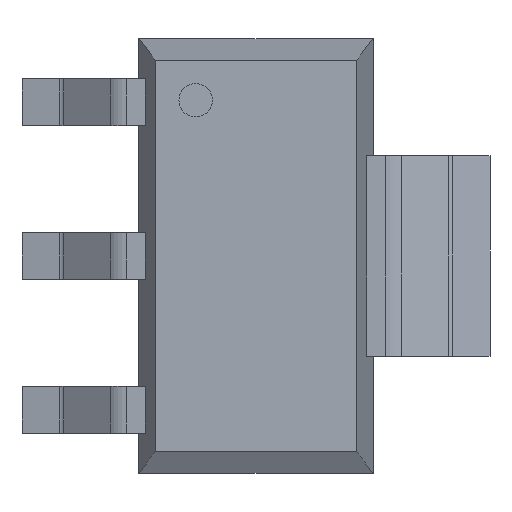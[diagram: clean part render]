
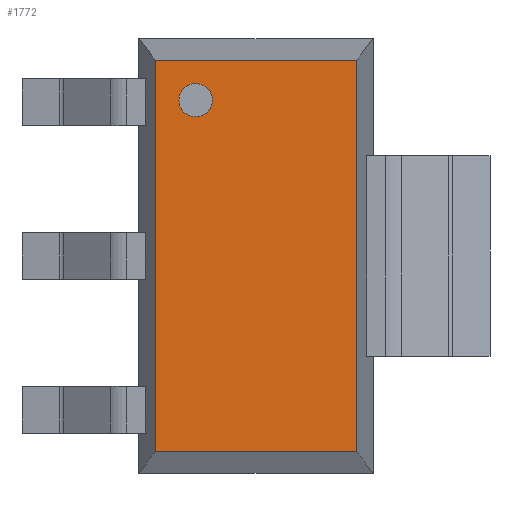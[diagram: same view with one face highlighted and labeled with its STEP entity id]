
A CAD part, top view. The second image highlights one B-rep face of the part: STEP entity #1772.
In plain terms, the highlighted planar face has unit normal (0, 0, 1).
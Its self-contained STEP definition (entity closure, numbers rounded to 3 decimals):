
#1573 = VERTEX_POINT('',#1574);
#1574 = CARTESIAN_POINT('',(-1.153,2.327,1.8));
#1580 = EDGE_CURVE('',#1581,#1573,#1583,.T.);
#1581 = VERTEX_POINT('',#1582);
#1582 = CARTESIAN_POINT('',(-0.653,2.327,1.8));
#1583 = CIRCLE('',#1584,0.25);
#1584 = AXIS2_PLACEMENT_3D('',#1585,#1586,#1587);
#1585 = CARTESIAN_POINT('',(-0.903,2.327,1.8));
#1586 = DIRECTION('',(0.,0.,1.));
#1587 = DIRECTION('',(-1.,0.,0.));
#1714 = EDGE_CURVE('',#1715,#1717,#1719,.T.);
#1715 = VERTEX_POINT('',#1716);
#1716 = CARTESIAN_POINT('',(-1.503,-2.927,1.8));
#1717 = VERTEX_POINT('',#1718);
#1718 = CARTESIAN_POINT('',(-1.503,2.927,1.8));
#1719 = LINE('',#1720,#1721);
#1720 = CARTESIAN_POINT('',(-1.503,-3.25,1.8));
#1721 = VECTOR('',#1722,1.);
#1722 = DIRECTION('',(0.,1.,0.));
#1747 = VERTEX_POINT('',#1748);
#1748 = CARTESIAN_POINT('',(1.503,2.927,1.8));
#1754 = EDGE_CURVE('',#1755,#1747,#1757,.T.);
#1755 = VERTEX_POINT('',#1756);
#1756 = CARTESIAN_POINT('',(1.503,-2.927,1.8));
#1757 = LINE('',#1758,#1759);
#1758 = CARTESIAN_POINT('',(1.503,-3.25,1.8));
#1759 = VECTOR('',#1760,1.);
#1760 = DIRECTION('',(0.,1.,0.));
#1772 = ADVANCED_FACE('',(#1773,#1783),#1799,.F.);
#1773 = FACE_BOUND('',#1774,.T.);
#1774 = EDGE_LOOP('',(#1775,#1782));
#1775 = ORIENTED_EDGE('',*,*,#1776,.F.);
#1776 = EDGE_CURVE('',#1573,#1581,#1777,.T.);
#1777 = CIRCLE('',#1778,0.25);
#1778 = AXIS2_PLACEMENT_3D('',#1779,#1780,#1781);
#1779 = CARTESIAN_POINT('',(-0.903,2.327,1.8));
#1780 = DIRECTION('',(0.,0.,1.));
#1781 = DIRECTION('',(-1.,0.,0.));
#1782 = ORIENTED_EDGE('',*,*,#1580,.F.);
#1783 = FACE_BOUND('',#1784,.T.);
#1784 = EDGE_LOOP('',(#1785,#1786,#1792,#1793));
#1785 = ORIENTED_EDGE('',*,*,#1754,.T.);
#1786 = ORIENTED_EDGE('',*,*,#1787,.T.);
#1787 = EDGE_CURVE('',#1747,#1717,#1788,.T.);
#1788 = LINE('',#1789,#1790);
#1789 = CARTESIAN_POINT('',(1.75,2.927,1.8));
#1790 = VECTOR('',#1791,1.);
#1791 = DIRECTION('',(-1.,0.,0.));
#1792 = ORIENTED_EDGE('',*,*,#1714,.F.);
#1793 = ORIENTED_EDGE('',*,*,#1794,.F.);
#1794 = EDGE_CURVE('',#1755,#1715,#1795,.T.);
#1795 = LINE('',#1796,#1797);
#1796 = CARTESIAN_POINT('',(1.75,-2.927,1.8));
#1797 = VECTOR('',#1798,1.);
#1798 = DIRECTION('',(-1.,0.,0.));
#1799 = PLANE('',#1800);
#1800 = AXIS2_PLACEMENT_3D('',#1801,#1802,#1803);
#1801 = CARTESIAN_POINT('',(1.503,-3.25,1.8));
#1802 = DIRECTION('',(0.,0.,-1.));
#1803 = DIRECTION('',(1.,0.,0.));
